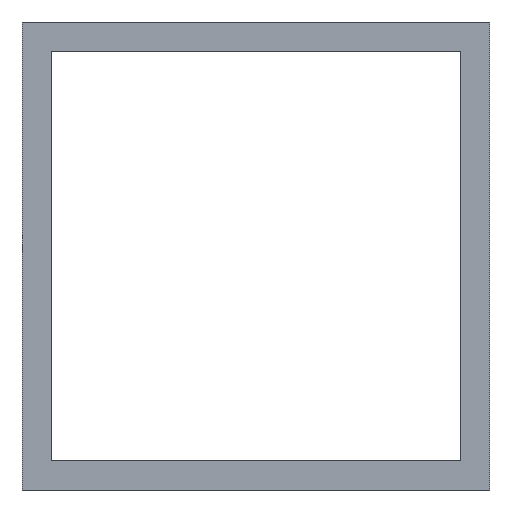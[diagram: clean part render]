
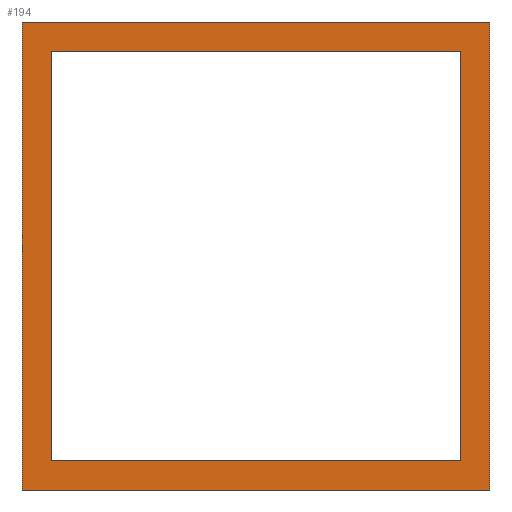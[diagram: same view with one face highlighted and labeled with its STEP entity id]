
A CAD part, front view. The second image highlights one B-rep face of the part: STEP entity #194.
In plain terms, the highlighted planar face has unit normal (0, -1, 0).
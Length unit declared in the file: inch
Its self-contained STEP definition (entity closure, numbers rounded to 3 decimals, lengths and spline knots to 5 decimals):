
#16=FACE_BOUND('',#38,.T.);
#26=FACE_OUTER_BOUND('',#37,.T.);
#37=EDGE_LOOP('',(#167,#168,#169,#170));
#38=EDGE_LOOP('',(#171,#172,#173,#174));
#39=LINE('',#275,#63);
#43=LINE('',#283,#67);
#46=LINE('',#289,#70);
#49=LINE('',#296,#73);
#53=LINE('',#304,#77);
#56=LINE('',#310,#80);
#59=LINE('',#315,#83);
#61=LINE('',#318,#85);
#63=VECTOR('',#229,39.37008);
#67=VECTOR('',#235,39.37008);
#70=VECTOR('',#240,39.37008);
#73=VECTOR('',#245,39.37008);
#77=VECTOR('',#251,39.37008);
#80=VECTOR('',#256,39.37008);
#83=VECTOR('',#261,39.37008);
#85=VECTOR('',#265,39.37008);
#87=VERTEX_POINT('',#273);
#88=VERTEX_POINT('',#274);
#91=VERTEX_POINT('',#282);
#93=VERTEX_POINT('',#288);
#95=VERTEX_POINT('',#294);
#96=VERTEX_POINT('',#295);
#99=VERTEX_POINT('',#303);
#101=VERTEX_POINT('',#309);
#103=EDGE_CURVE('',#87,#88,#39,.T.);
#107=EDGE_CURVE('',#88,#91,#43,.T.);
#110=EDGE_CURVE('',#93,#91,#46,.T.);
#113=EDGE_CURVE('',#95,#96,#49,.T.);
#117=EDGE_CURVE('',#95,#99,#53,.T.);
#120=EDGE_CURVE('',#101,#99,#56,.T.);
#123=EDGE_CURVE('',#96,#101,#59,.T.);
#125=EDGE_CURVE('',#87,#93,#61,.T.);
#167=ORIENTED_EDGE('',*,*,#113,.T.);
#168=ORIENTED_EDGE('',*,*,#123,.T.);
#169=ORIENTED_EDGE('',*,*,#120,.T.);
#170=ORIENTED_EDGE('',*,*,#117,.F.);
#171=ORIENTED_EDGE('',*,*,#103,.F.);
#172=ORIENTED_EDGE('',*,*,#125,.T.);
#173=ORIENTED_EDGE('',*,*,#110,.T.);
#174=ORIENTED_EDGE('',*,*,#107,.F.);
#184=PLANE('',#224);
#194=ADVANCED_FACE('',(#26,#16),#184,.F.);
#224=AXIS2_PLACEMENT_3D('',#321,#269,#270);
#229=DIRECTION('',(0.,0.,1.));
#235=DIRECTION('',(-1.,0.,0.));
#240=DIRECTION('',(0.,0.,1.));
#245=DIRECTION('',(1.,0.,0.));
#251=DIRECTION('',(0.,0.,1.));
#256=DIRECTION('',(-1.,0.,0.));
#261=DIRECTION('',(0.,0.,1.));
#265=DIRECTION('',(-1.,0.,0.));
#269=DIRECTION('center_axis',(0.,1.,0.));
#270=DIRECTION('ref_axis',(-1.,0.,0.));
#273=CARTESIAN_POINT('',(32.35967,-6.5,5.125));
#274=CARTESIAN_POINT('',(32.35967,-6.5,6.875));
#275=CARTESIAN_POINT('',(32.35967,-6.5,6.));
#282=CARTESIAN_POINT('',(30.60967,-6.5,6.875));
#283=CARTESIAN_POINT('',(32.37278,-6.5,6.875));
#288=CARTESIAN_POINT('',(30.60967,-6.5,5.125));
#289=CARTESIAN_POINT('',(30.60967,-6.5,6.));
#294=CARTESIAN_POINT('',(30.48467,-6.5,5.));
#295=CARTESIAN_POINT('',(32.48467,-6.5,5.));
#296=CARTESIAN_POINT('',(26.03078,-6.5,5.));
#303=CARTESIAN_POINT('',(30.48467,-6.5,7.));
#304=CARTESIAN_POINT('',(30.48467,-6.5,6.));
#309=CARTESIAN_POINT('',(32.48467,-6.5,7.));
#310=CARTESIAN_POINT('',(27.03215,-6.5,7.));
#315=CARTESIAN_POINT('',(32.48467,-6.5,6.));
#318=CARTESIAN_POINT('',(32.37278,-6.5,5.125));
#321=CARTESIAN_POINT('Origin',(31.57031,-6.5,6.));
